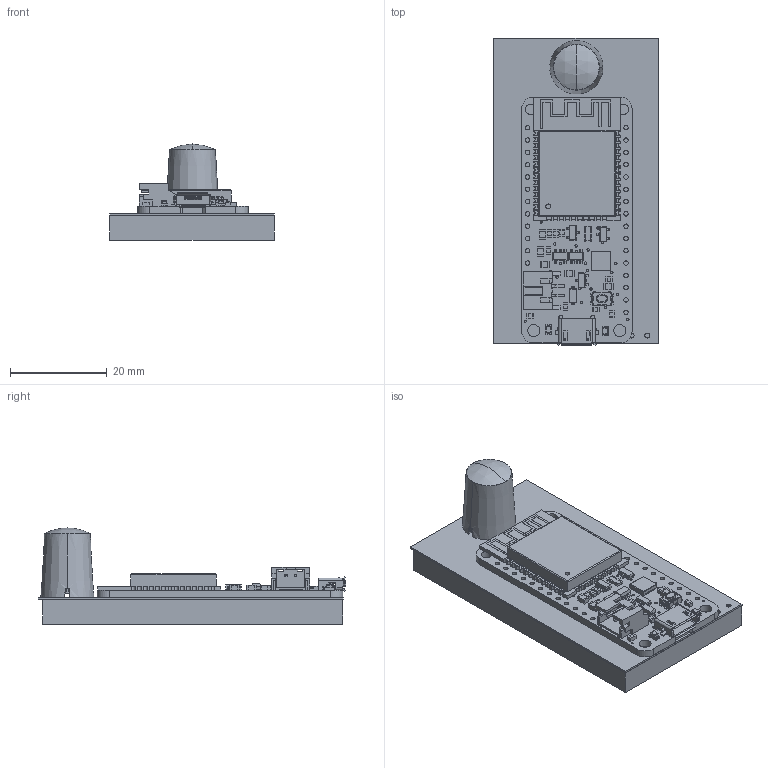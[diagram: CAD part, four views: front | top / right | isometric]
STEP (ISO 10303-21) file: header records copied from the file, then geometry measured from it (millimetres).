
FILE_DESCRIPTION(('Open CASCADE Model'),'2;1');
FILE_NAME('Open CASCADE Shape Model','2020-07-24T10:15:25',('Author'),( 'Open CASCADE'),'Open CASCADE STEP processor 6.8','Open CASCADE 6.8' ,'Unknown');
FILE_SCHEMA(('AUTOMOTIVE_DESIGN { 1 0 10303 214 1 1 1 1 }'));
Length unit declared in the file: millimetre
Products named in the file (25): PCB; Board; Open CASCADE STEP translator 6.8 4.1.1; B1; 6257325888; Extruded; P1; EKM_StandardDetectionType; U1; 3405_Adafruit_HUZZAH32_ESP32_Feather; PCB_Component; 0805-NO; 0603-NO; SOT23-5; SOD-123; JSTPH2; CHIPLED_0805_NOOUTLINE; BTN_KMR2_4.6X2.8; QFN24_4MM_SMSC; 4UCONN_20329_V2; SOT23-3; WROOM32_SKINNY; SOT23-R; RESPACK_4X0603
Assembly tree (39 placements, depth 5):
  PCB
    Board
      Open CASCADE STEP translator 6.8 4.1.1
    B1
      6257325888
        Extruded
    P1
      EKM_StandardDetectionType
    U1
      3405_Adafruit_HUZZAH32_ESP32_Feather
        PCB_Component
          Board
          0805-NO  x5
          0603-NO  x9
          SOT23-5  x2
          SOD-123
          JSTPH2
          CHIPLED_0805_NOOUTLINE  x2
          BTN_KMR2_4.6X2.8
          QFN24_4MM_SMSC
          4UCONN_20329_V2
          SOT23-3  x2
          WROOM32_SKINNY
          SOT23-R
          RESPACK_4X0603
Bounding box: 34 x 63.49 x 19.86 mm (x, y, z)
Volume: 15516.5 mm3; surface area: 16075 mm2
Topology: 50 solids, 50 shells, 2148 faces, 5984 edges, 3897 vertices
Faces by surface type: plane 1598, cylinder 504, bspline 18, torus 10, sphere 10, cone 8
Full cylindrical faces by diameter (mm): 0.394 x1, 0.483 x6, 0.5 x91, 0.7 x2, 0.71 x3, 0.8 x2, 0.9 x28, 1 x1, 1.016 x30, 2.2 x2, 2.5 x2
Entity records: 65086 total; most frequent: CARTESIAN_POINT 11725, ORIENTED_EDGE 10126, DIRECTION 9593, EDGE_CURVE 5063, LINE 4059, VECTOR 4059, VERTEX_POINT 3305, AXIS2_PLACEMENT_3D 2767
